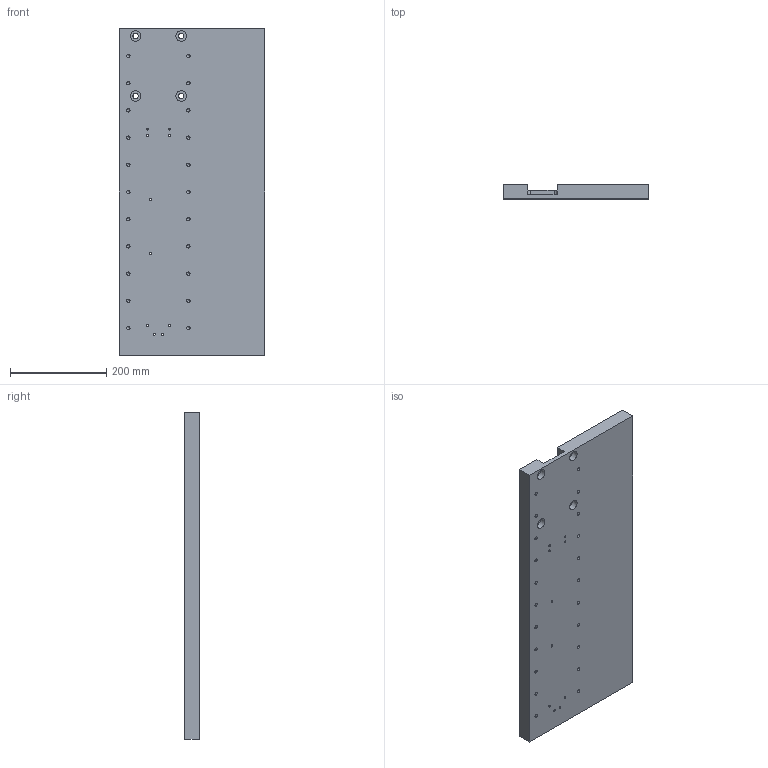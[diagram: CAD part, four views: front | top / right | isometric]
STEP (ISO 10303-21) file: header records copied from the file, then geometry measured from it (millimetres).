
FILE_DESCRIPTION(('FreeCAD Model'),'2;1');
FILE_NAME('Open CASCADE Shape Model','2024-09-29T16:18:20',(''),(''), 'Open CASCADE STEP processor 7.7','FreeCAD','Unknown');
FILE_SCHEMA(('AUTOMOTIVE_DESIGN { 1 0 10303 214 1 1 1 1 }'));
Length unit declared in the file: millimetre
Products named in the file (1): BasePlate
Bounding box: 304 x 30 x 680 mm (x, y, z)
Volume: 5421388.7 mm3; surface area: 519481.1 mm2
Topology: 1 solids, 1 shells, 136 faces, 342 edges, 212 vertices
Faces by surface type: cylinder 68, cone 46, plane 22
Full cylindrical faces by diameter (mm): 3.3 x18, 4.2 x8, 5 x6, 6.8 x22, 11 x4, 22 x4
Entity records: 7814 total; most frequent: DIRECTION 1296, CARTESIAN_POINT 1291, LINE 670, VECTOR 670, ORIENTED_EDGE 596, PCURVE 596, DEFINITIONAL_REPRESENTATION 596, EDGE_CURVE 298
